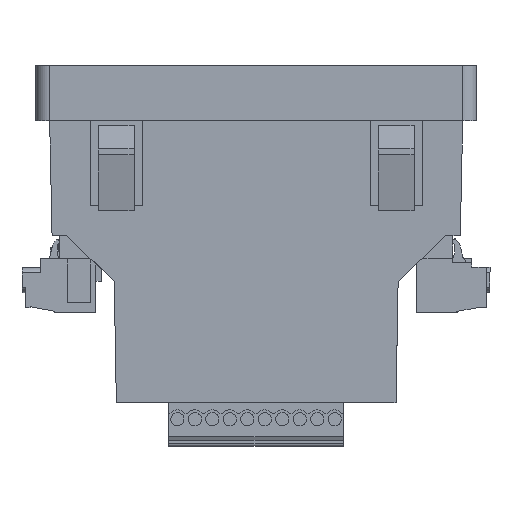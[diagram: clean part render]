
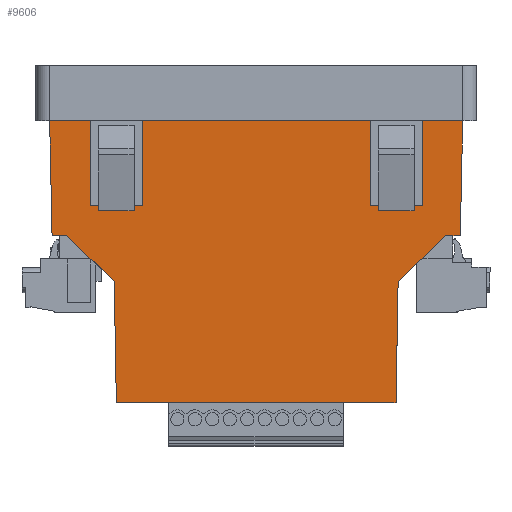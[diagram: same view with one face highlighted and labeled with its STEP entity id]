
A CAD part, left-side view. The second image highlights one B-rep face of the part: STEP entity #9606.
In plain terms, the highlighted planar face has unit normal (-1, 0, -0.021).
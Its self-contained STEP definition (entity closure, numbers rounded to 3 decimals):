
#9564=AXIS2_PLACEMENT_3D('Plane Axis2P3D',#9561,#9562,#9563) ;
#4934=CARTESIAN_POINT('Vertex',(3.41,16.542,51.341)) ;
#4937=CARTESIAN_POINT('Line Origine',(3.399,16.542,51.851)) ;
#4941=CARTESIAN_POINT('Vertex',(3.388,16.542,52.361)) ;
#4966=CARTESIAN_POINT('Line Origine',(3.41,20.451,51.341)) ;
#4970=CARTESIAN_POINT('Vertex',(3.41,24.361,51.341)) ;
#5004=CARTESIAN_POINT('Vertex',(3.388,24.361,52.361)) ;
#5007=CARTESIAN_POINT('Line Origine',(3.399,24.361,51.851)) ;
#5033=CARTESIAN_POINT('Vertex',(3.388,26.111,52.361)) ;
#5036=CARTESIAN_POINT('Line Origine',(3.388,25.236,52.361)) ;
#5058=CARTESIAN_POINT('Vertex',(3.,26.111,70.9)) ;
#5061=CARTESIAN_POINT('Line Origine',(3.194,26.111,61.63)) ;
#5079=CARTESIAN_POINT('Line Origine',(3.194,75.792,61.63)) ;
#5083=CARTESIAN_POINT('Vertex',(3.,75.792,70.9)) ;
#5085=CARTESIAN_POINT('Vertex',(3.388,75.792,52.361)) ;
#5110=CARTESIAN_POINT('Vertex',(3.388,77.542,52.361)) ;
#5113=CARTESIAN_POINT('Line Origine',(3.388,76.667,52.361)) ;
#5142=CARTESIAN_POINT('Vertex',(3.41,77.542,51.341)) ;
#5145=CARTESIAN_POINT('Line Origine',(3.399,77.542,51.851)) ;
#5162=CARTESIAN_POINT('Line Origine',(3.41,81.451,51.341)) ;
#5166=CARTESIAN_POINT('Vertex',(3.41,85.361,51.341)) ;
#5200=CARTESIAN_POINT('Vertex',(3.388,85.361,52.361)) ;
#5203=CARTESIAN_POINT('Line Origine',(3.399,85.361,51.851)) ;
#5224=CARTESIAN_POINT('Vertex',(3.388,87.111,52.361)) ;
#5227=CARTESIAN_POINT('Line Origine',(3.388,86.236,52.361)) ;
#5245=CARTESIAN_POINT('Line Origine',(3.194,87.111,61.63)) ;
#5249=CARTESIAN_POINT('Vertex',(3.,87.111,70.9)) ;
#5271=CARTESIAN_POINT('Vertex',(3.524,9.67,45.9)) ;
#5274=CARTESIAN_POINT('Line Origine',(3.628,14.845,40.9)) ;
#5278=CARTESIAN_POINT('Vertex',(3.733,20.021,35.9)) ;
#5314=CARTESIAN_POINT('Line Origine',(3.194,14.792,61.63)) ;
#5318=CARTESIAN_POINT('Vertex',(3.,14.792,70.9)) ;
#5320=CARTESIAN_POINT('Vertex',(3.388,14.792,52.361)) ;
#5341=CARTESIAN_POINT('Line Origine',(3.388,15.667,52.361)) ;
#8100=CARTESIAN_POINT('Line Origine',(4.01,20.252,22.7)) ;
#8104=CARTESIAN_POINT('Vertex',(4.286,20.482,9.5)) ;
#8312=CARTESIAN_POINT('Vertex',(3.524,6.475,45.9)) ;
#8315=CARTESIAN_POINT('Line Origine',(3.524,8.072,45.9)) ;
#8356=CARTESIAN_POINT('Vertex',(3.,5.951,70.9)) ;
#8359=CARTESIAN_POINT('Line Origine',(3.262,6.213,58.4)) ;
#8742=CARTESIAN_POINT('Line Origine',(3.,10.372,70.9)) ;
#8768=CARTESIAN_POINT('Vertex',(3.,95.951,70.9)) ;
#8771=CARTESIAN_POINT('Line Origine',(3.,91.531,70.9)) ;
#8776=CARTESIAN_POINT('Line Origine',(3.,50.951,70.9)) ;
#8816=CARTESIAN_POINT('Vertex',(3.524,95.428,45.9)) ;
#8819=CARTESIAN_POINT('Line Origine',(3.262,95.69,58.4)) ;
#9409=CARTESIAN_POINT('Vertex',(3.524,92.233,45.9)) ;
#9412=CARTESIAN_POINT('Line Origine',(3.524,93.83,45.9)) ;
#9542=CARTESIAN_POINT('Vertex',(3.733,81.882,35.9)) ;
#9545=CARTESIAN_POINT('Line Origine',(3.628,87.057,40.9)) ;
#9561=CARTESIAN_POINT('Axis2P3D Location',(4.482,98.951,0.158)) ;
#9566=CARTESIAN_POINT('Line Origine',(4.01,81.651,22.7)) ;
#9570=CARTESIAN_POINT('Vertex',(4.286,81.421,9.5)) ;
#9573=CARTESIAN_POINT('Line Origine',(4.286,50.951,9.5)) ;
#4938=DIRECTION('Vector Direction',(-0.021,0.,1.)) ;
#4967=DIRECTION('Vector Direction',(0.,1.,0.)) ;
#5008=DIRECTION('Vector Direction',(0.021,0.,-1.)) ;
#5037=DIRECTION('Vector Direction',(0.,1.,0.)) ;
#5062=DIRECTION('Vector Direction',(0.021,0.,-1.)) ;
#5080=DIRECTION('Vector Direction',(0.021,0.,-1.)) ;
#5114=DIRECTION('Vector Direction',(0.,1.,0.)) ;
#5146=DIRECTION('Vector Direction',(-0.021,0.,1.)) ;
#5163=DIRECTION('Vector Direction',(0.,1.,0.)) ;
#5204=DIRECTION('Vector Direction',(0.021,0.,-1.)) ;
#5228=DIRECTION('Vector Direction',(0.,1.,0.)) ;
#5246=DIRECTION('Vector Direction',(0.021,0.,-1.)) ;
#5275=DIRECTION('Vector Direction',(0.015,0.719,-0.695)) ;
#5315=DIRECTION('Vector Direction',(0.021,0.,-1.)) ;
#5342=DIRECTION('Vector Direction',(0.,1.,0.)) ;
#8101=DIRECTION('Vector Direction',(0.021,0.017,-1.)) ;
#8316=DIRECTION('Vector Direction',(0.,1.,0.)) ;
#8360=DIRECTION('Vector Direction',(0.021,0.021,-1.)) ;
#8743=DIRECTION('Vector Direction',(0.,-1.,0.)) ;
#8772=DIRECTION('Vector Direction',(0.,-1.,0.)) ;
#8777=DIRECTION('Vector Direction',(0.,-1.,0.)) ;
#8820=DIRECTION('Vector Direction',(0.021,-0.021,-1.)) ;
#9413=DIRECTION('Vector Direction',(0.,1.,0.)) ;
#9546=DIRECTION('Vector Direction',(-0.015,0.719,0.695)) ;
#9562=DIRECTION('Axis2P3D Direction',(1.,0.,0.021)) ;
#9563=DIRECTION('Axis2P3D XDirection',(-0.021,0.,1.)) ;
#9567=DIRECTION('Vector Direction',(0.021,-0.017,-1.)) ;
#9574=DIRECTION('Vector Direction',(0.,1.,0.)) ;
#4939=VECTOR('Line Direction',#4938,1.) ;
#4968=VECTOR('Line Direction',#4967,1.) ;
#5009=VECTOR('Line Direction',#5008,1.) ;
#5038=VECTOR('Line Direction',#5037,1.) ;
#5063=VECTOR('Line Direction',#5062,1.) ;
#5081=VECTOR('Line Direction',#5080,1.) ;
#5115=VECTOR('Line Direction',#5114,1.) ;
#5147=VECTOR('Line Direction',#5146,1.) ;
#5164=VECTOR('Line Direction',#5163,1.) ;
#5205=VECTOR('Line Direction',#5204,1.) ;
#5229=VECTOR('Line Direction',#5228,1.) ;
#5247=VECTOR('Line Direction',#5246,1.) ;
#5276=VECTOR('Line Direction',#5275,1.) ;
#5316=VECTOR('Line Direction',#5315,1.) ;
#5343=VECTOR('Line Direction',#5342,1.) ;
#8102=VECTOR('Line Direction',#8101,1.) ;
#8317=VECTOR('Line Direction',#8316,1.) ;
#8361=VECTOR('Line Direction',#8360,1.) ;
#8744=VECTOR('Line Direction',#8743,1.) ;
#8773=VECTOR('Line Direction',#8772,1.) ;
#8778=VECTOR('Line Direction',#8777,1.) ;
#8821=VECTOR('Line Direction',#8820,1.) ;
#9414=VECTOR('Line Direction',#9413,1.) ;
#9547=VECTOR('Line Direction',#9546,1.) ;
#9568=VECTOR('Line Direction',#9567,1.) ;
#9575=VECTOR('Line Direction',#9574,1.) ;
#9579=ORIENTED_EDGE('',*,*,#4943,.F.) ;
#9580=ORIENTED_EDGE('',*,*,#4972,.T.) ;
#9581=ORIENTED_EDGE('',*,*,#5011,.F.) ;
#9582=ORIENTED_EDGE('',*,*,#5040,.T.) ;
#9583=ORIENTED_EDGE('',*,*,#5065,.F.) ;
#9584=ORIENTED_EDGE('',*,*,#8780,.F.) ;
#9585=ORIENTED_EDGE('',*,*,#5087,.T.) ;
#9586=ORIENTED_EDGE('',*,*,#5117,.T.) ;
#9587=ORIENTED_EDGE('',*,*,#5149,.F.) ;
#9588=ORIENTED_EDGE('',*,*,#5168,.T.) ;
#9589=ORIENTED_EDGE('',*,*,#5207,.F.) ;
#9590=ORIENTED_EDGE('',*,*,#5231,.T.) ;
#9591=ORIENTED_EDGE('',*,*,#5251,.F.) ;
#9592=ORIENTED_EDGE('',*,*,#8775,.F.) ;
#9593=ORIENTED_EDGE('',*,*,#8823,.T.) ;
#9594=ORIENTED_EDGE('',*,*,#9416,.F.) ;
#9595=ORIENTED_EDGE('',*,*,#9549,.F.) ;
#9596=ORIENTED_EDGE('',*,*,#9572,.T.) ;
#9597=ORIENTED_EDGE('',*,*,#9577,.F.) ;
#9598=ORIENTED_EDGE('',*,*,#8106,.F.) ;
#9599=ORIENTED_EDGE('',*,*,#5280,.F.) ;
#9600=ORIENTED_EDGE('',*,*,#8319,.F.) ;
#9601=ORIENTED_EDGE('',*,*,#8363,.F.) ;
#9602=ORIENTED_EDGE('',*,*,#8746,.F.) ;
#9603=ORIENTED_EDGE('',*,*,#5322,.T.) ;
#9604=ORIENTED_EDGE('',*,*,#5345,.T.) ;
#9606=ADVANCED_FACE('POWER_MONITOR',(#9605),#9565,.F.) ;
#4943=EDGE_CURVE('',#4935,#4942,#4940,.T.) ;
#4972=EDGE_CURVE('',#4935,#4971,#4969,.T.) ;
#5011=EDGE_CURVE('',#5005,#4971,#5010,.T.) ;
#5040=EDGE_CURVE('',#5005,#5034,#5039,.T.) ;
#5065=EDGE_CURVE('',#5059,#5034,#5064,.T.) ;
#5087=EDGE_CURVE('',#5084,#5086,#5082,.T.) ;
#5117=EDGE_CURVE('',#5086,#5111,#5116,.T.) ;
#5149=EDGE_CURVE('',#5143,#5111,#5148,.T.) ;
#5168=EDGE_CURVE('',#5143,#5167,#5165,.T.) ;
#5207=EDGE_CURVE('',#5201,#5167,#5206,.T.) ;
#5231=EDGE_CURVE('',#5201,#5225,#5230,.T.) ;
#5251=EDGE_CURVE('',#5250,#5225,#5248,.T.) ;
#5280=EDGE_CURVE('',#5272,#5279,#5277,.T.) ;
#5322=EDGE_CURVE('',#5319,#5321,#5317,.T.) ;
#5345=EDGE_CURVE('',#5321,#4942,#5344,.T.) ;
#8106=EDGE_CURVE('',#5279,#8105,#8103,.T.) ;
#8319=EDGE_CURVE('',#8313,#5272,#8318,.T.) ;
#8363=EDGE_CURVE('',#8357,#8313,#8362,.T.) ;
#8746=EDGE_CURVE('',#5319,#8357,#8745,.T.) ;
#8775=EDGE_CURVE('',#8769,#5250,#8774,.T.) ;
#8780=EDGE_CURVE('',#5084,#5059,#8779,.T.) ;
#8823=EDGE_CURVE('',#8769,#8817,#8822,.T.) ;
#9416=EDGE_CURVE('',#9410,#8817,#9415,.T.) ;
#9549=EDGE_CURVE('',#9543,#9410,#9548,.T.) ;
#9572=EDGE_CURVE('',#9543,#9571,#9569,.T.) ;
#9577=EDGE_CURVE('',#8105,#9571,#9576,.T.) ;
#9578=EDGE_LOOP('',(#9579,#9580,#9581,#9582,#9583,#9584,#9585,#9586,#9587,#9588,#9589,#9590,#9591,#9592,#9593,#9594,#9595,#9596,#9597,#9598,#9599,#9600,#9601,#9602,#9603,#9604)) ;
#9605=FACE_OUTER_BOUND('',#9578,.T.) ;
#4940=LINE('Line',#4937,#4939) ;
#4969=LINE('Line',#4966,#4968) ;
#5010=LINE('Line',#5007,#5009) ;
#5039=LINE('Line',#5036,#5038) ;
#5064=LINE('Line',#5061,#5063) ;
#5082=LINE('Line',#5079,#5081) ;
#5116=LINE('Line',#5113,#5115) ;
#5148=LINE('Line',#5145,#5147) ;
#5165=LINE('Line',#5162,#5164) ;
#5206=LINE('Line',#5203,#5205) ;
#5230=LINE('Line',#5227,#5229) ;
#5248=LINE('Line',#5245,#5247) ;
#5277=LINE('Line',#5274,#5276) ;
#5317=LINE('Line',#5314,#5316) ;
#5344=LINE('Line',#5341,#5343) ;
#8103=LINE('Line',#8100,#8102) ;
#8318=LINE('Line',#8315,#8317) ;
#8362=LINE('Line',#8359,#8361) ;
#8745=LINE('Line',#8742,#8744) ;
#8774=LINE('Line',#8771,#8773) ;
#8779=LINE('Line',#8776,#8778) ;
#8822=LINE('Line',#8819,#8821) ;
#9415=LINE('Line',#9412,#9414) ;
#9548=LINE('Line',#9545,#9547) ;
#9569=LINE('Line',#9566,#9568) ;
#9576=LINE('Line',#9573,#9575) ;
#9565=PLANE('',#9564) ;
#4935=VERTEX_POINT('',#4934) ;
#4942=VERTEX_POINT('',#4941) ;
#4971=VERTEX_POINT('',#4970) ;
#5005=VERTEX_POINT('',#5004) ;
#5034=VERTEX_POINT('',#5033) ;
#5059=VERTEX_POINT('',#5058) ;
#5084=VERTEX_POINT('',#5083) ;
#5086=VERTEX_POINT('',#5085) ;
#5111=VERTEX_POINT('',#5110) ;
#5143=VERTEX_POINT('',#5142) ;
#5167=VERTEX_POINT('',#5166) ;
#5201=VERTEX_POINT('',#5200) ;
#5225=VERTEX_POINT('',#5224) ;
#5250=VERTEX_POINT('',#5249) ;
#5272=VERTEX_POINT('',#5271) ;
#5279=VERTEX_POINT('',#5278) ;
#5319=VERTEX_POINT('',#5318) ;
#5321=VERTEX_POINT('',#5320) ;
#8105=VERTEX_POINT('',#8104) ;
#8313=VERTEX_POINT('',#8312) ;
#8357=VERTEX_POINT('',#8356) ;
#8769=VERTEX_POINT('',#8768) ;
#8817=VERTEX_POINT('',#8816) ;
#9410=VERTEX_POINT('',#9409) ;
#9543=VERTEX_POINT('',#9542) ;
#9571=VERTEX_POINT('',#9570) ;
